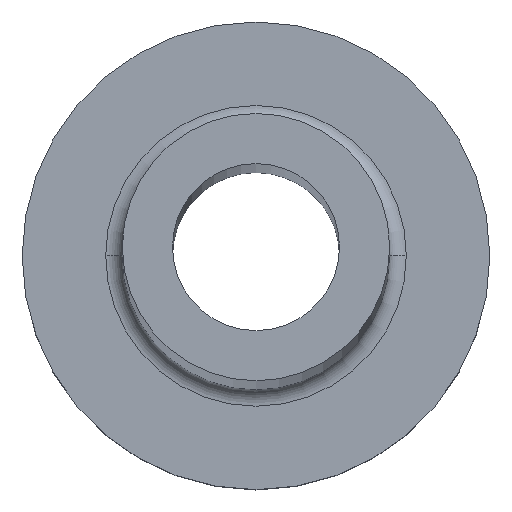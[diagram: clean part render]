
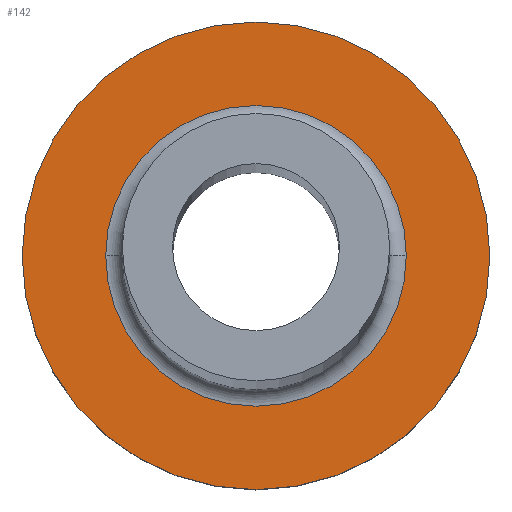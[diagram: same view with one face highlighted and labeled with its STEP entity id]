
A CAD part, top view. The second image highlights one B-rep face of the part: STEP entity #142.
In plain terms, the highlighted planar face has unit normal (0, 0, 1).
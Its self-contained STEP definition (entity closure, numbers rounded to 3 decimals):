
#6 = ORIENTED_EDGE ( 'NONE', *, *, #100, .T. ) ;
#12 = CARTESIAN_POINT ( 'NONE',  ( 0., 0., 5. ) ) ;
#17 = ORIENTED_EDGE ( 'NONE', *, *, #228, .T. ) ;
#19 = AXIS2_PLACEMENT_3D ( 'NONE', #12, #198, #72 ) ;
#23 = CARTESIAN_POINT ( 'NONE',  ( 0., 0., 5. ) ) ;
#52 = CIRCLE ( 'NONE', #210, 4.5 ) ;
#56 = CIRCLE ( 'NONE', #19, 4.5 ) ;
#64 = ORIENTED_EDGE ( 'NONE', *, *, #237, .T. ) ;
#72 = DIRECTION ( 'NONE',  ( 1., 0., 0. ) ) ;
#81 = CARTESIAN_POINT ( 'NONE',  ( 7., 0., 5. ) ) ;
#85 = CARTESIAN_POINT ( 'NONE',  ( 4.5, 0., 5. ) ) ;
#97 = VERTEX_POINT ( 'NONE', #81 ) ;
#100 = EDGE_CURVE ( 'NONE', #154, #162, #56, .T. ) ;
#113 = CIRCLE ( 'NONE', #315, 7. ) ;
#136 = DIRECTION ( 'NONE',  ( 1., 0., 0. ) ) ;
#139 = CIRCLE ( 'NONE', #193, 7. ) ;
#142 = ADVANCED_FACE ( 'NONE', ( #377, #256 ), #288, .T. ) ;
#143 = DIRECTION ( 'NONE',  ( 0., 0., 1. ) ) ;
#144 = CARTESIAN_POINT ( 'NONE',  ( 0., 0., 5. ) ) ;
#154 = VERTEX_POINT ( 'NONE', #85 ) ;
#162 = VERTEX_POINT ( 'NONE', #345 ) ;
#175 = CARTESIAN_POINT ( 'NONE',  ( 0., 0., 5. ) ) ;
#176 = DIRECTION ( 'NONE',  ( 0., 0., 1. ) ) ;
#190 = VERTEX_POINT ( 'NONE', #373 ) ;
#193 = AXIS2_PLACEMENT_3D ( 'NONE', #216, #243, #245 ) ;
#198 = DIRECTION ( 'NONE',  ( 0., 0., -1. ) ) ;
#210 = AXIS2_PLACEMENT_3D ( 'NONE', #144, #259, #344 ) ;
#216 = CARTESIAN_POINT ( 'NONE',  ( 0., 0., 5. ) ) ;
#228 = EDGE_CURVE ( 'NONE', #190, #97, #113, .T. ) ;
#230 = DIRECTION ( 'NONE',  ( 1., 0., 0. ) ) ;
#237 = EDGE_CURVE ( 'NONE', #162, #154, #52, .T. ) ;
#243 = DIRECTION ( 'NONE',  ( 0., 0., 1. ) ) ;
#244 = EDGE_LOOP ( 'NONE', ( #6, #64 ) ) ;
#245 = DIRECTION ( 'NONE',  ( 1., 0., 0. ) ) ;
#246 = ORIENTED_EDGE ( 'NONE', *, *, #374, .T. ) ;
#256 = FACE_OUTER_BOUND ( 'NONE', #291, .T. ) ;
#259 = DIRECTION ( 'NONE',  ( 0., 0., -1. ) ) ;
#288 = PLANE ( 'NONE',  #366 ) ;
#291 = EDGE_LOOP ( 'NONE', ( #17, #246 ) ) ;
#315 = AXIS2_PLACEMENT_3D ( 'NONE', #175, #143, #136 ) ;
#344 = DIRECTION ( 'NONE',  ( 1., 0., 0. ) ) ;
#345 = CARTESIAN_POINT ( 'NONE',  ( -4.5, 0., 5. ) ) ;
#366 = AXIS2_PLACEMENT_3D ( 'NONE', #23, #176, #230 ) ;
#373 = CARTESIAN_POINT ( 'NONE',  ( -7., 0., 5. ) ) ;
#374 = EDGE_CURVE ( 'NONE', #97, #190, #139, .T. ) ;
#377 = FACE_BOUND ( 'NONE', #244, .T. ) ;
